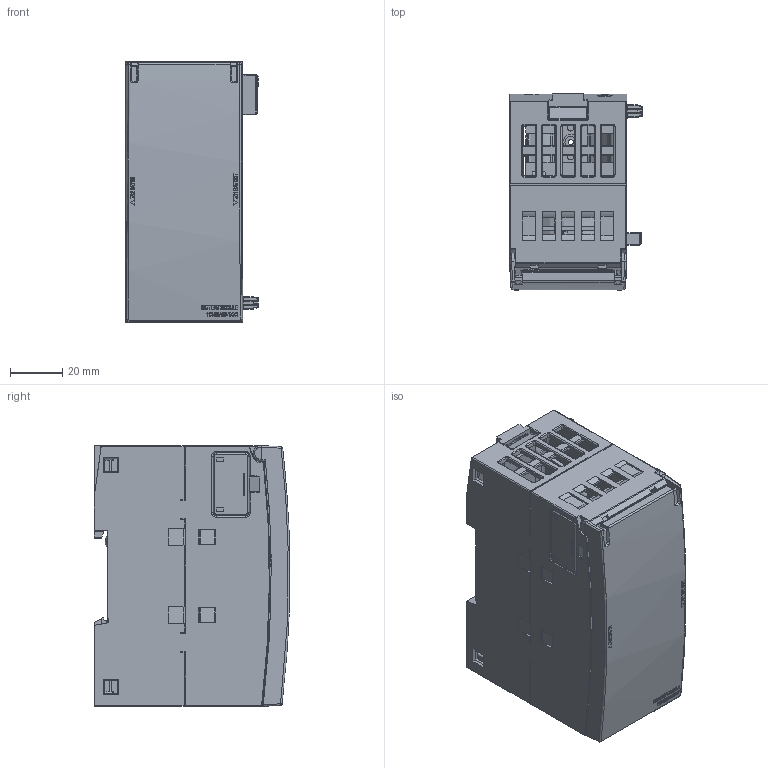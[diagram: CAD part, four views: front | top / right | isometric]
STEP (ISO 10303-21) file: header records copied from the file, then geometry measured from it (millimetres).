
FILE_DESCRIPTION(/* description */ (''),/* implementation_level */ '2;1');
FILE_NAME(/* name */ '6NH3112-3BA00-1XX2_3d.stp',/* time_stamp */ '2024-06-05T10:50:24+02:00',/* author */ (''),/* organization */ (''),/* preprocessor_version */ 'ST-DEVELOPER v18.102',/* originating_system */ 'SIEMENS PLM Software NX 2023',/* authorisation */ '');
FILE_SCHEMA (('AUTOMOTIVE_DESIGN { 1 0 10303 214 3 1 1 1 }'));
Products named in the file (9): Connector_Cover; Adapter_Bottom; Battery_holder; Labeling; Adapter_Top; Body; Labeling_Cover; Covers; 1344_6NH3112-3BA00-1XX2_Simplify
Assembly tree (8 placements, depth 2):
  1344_6NH3112-3BA00-1XX2_Simplify
    Covers
    Labeling_Cover
    Body
    Adapter_Top
    Labeling
    Battery_holder
    Adapter_Bottom
    Connector_Cover
Bounding box: 51 x 75.13 x 100.05 mm (x, y, z)
Volume: 71085.8 mm3; surface area: 93462.1 mm2
Topology: 13 solids, 72 shells, 3886 faces, 10934 edges, 7023 vertices
Faces by surface type: plane 2223, cylinder 1129, torus 306, sphere 121, cone 56, bspline 47, extrusion 4
Full cylindrical faces by diameter (mm): 0.7 x2, 1 x4, 1.2 x14, 1.575 x8, 1.6 x1, 2 x2, 2.489 x8, 3.7 x1, 4.3 x2, 4.5 x4, 5.036 x1, 6 x5
Entity records: 155077 total; most frequent: CARTESIAN_POINT 30852, ORIENTED_EDGE 20771, DIRECTION 18867, EDGE_CURVE 10630, VECTOR 7237, LINE 7233, VERTEX_POINT 6950, AXIS2_PLACEMENT_3D 5815
